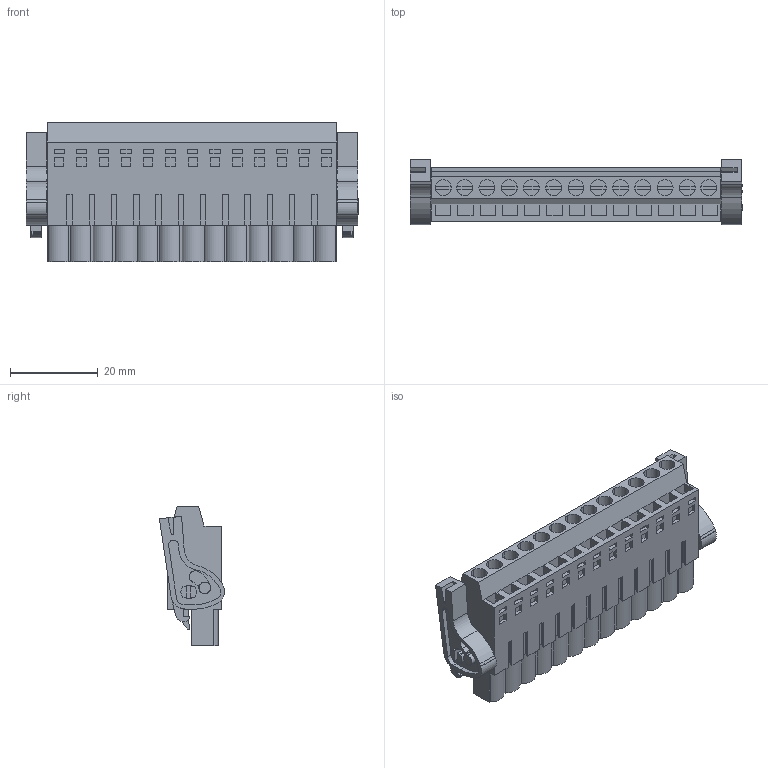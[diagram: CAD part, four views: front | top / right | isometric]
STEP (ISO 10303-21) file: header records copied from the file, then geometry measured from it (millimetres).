
FILE_DESCRIPTION(('CATIA V5 STEP Exchange','CAx-IF Rec.Pracs.--- Model Styling and Organization---1.2---2011-12-15'),'2;1');
FILE_NAME ('D1458704_0_1890330000_1890330000.stp','2017-10-31T20:49:12+00:00',('none'),('Weidmueller'),'CATIA Version 5-6 Release 2014','CATIA V5 STEP AP214','none');
FILE_SCHEMA(('AUTOMOTIVE_DESIGN { 1 0 10303 214 1 1 1 1 }'));
Length unit declared in the file: millimetre
Products named in the file (1): 1890330000
Bounding box: 75.74 x 14.91 x 31.8 mm (x, y, z)
Volume: 18881.8 mm3; surface area: 11679.8 mm2
Topology: 16 solids, 16 shells, 1006 faces, 2797 edges, 1900 vertices
Faces by surface type: plane 810, cylinder 196
Entity records: 31431 total; most frequent: CARTESIAN_POINT 6046, ORIENTED_EDGE 5594, DIRECTION 4059, EDGE_CURVE 2797, VECTOR 2333, LINE 2333, VERTEX_POINT 1900, EDGE_LOOP 1091
